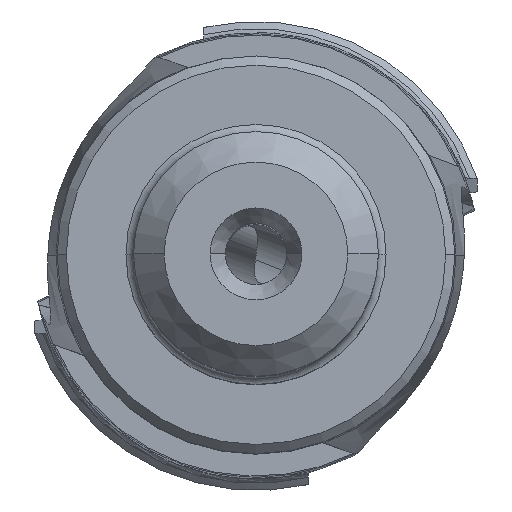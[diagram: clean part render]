
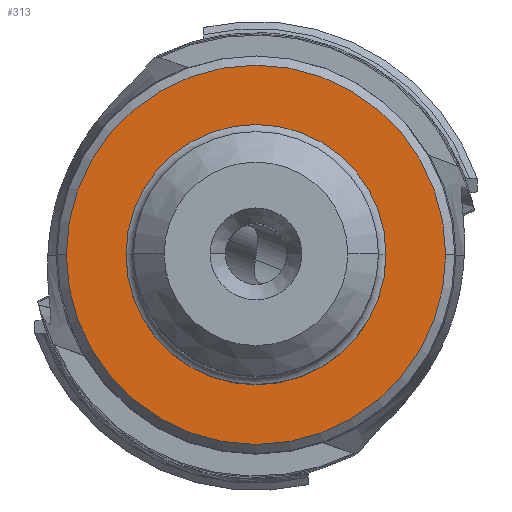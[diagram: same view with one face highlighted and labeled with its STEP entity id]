
A CAD part, top view. The second image highlights one B-rep face of the part: STEP entity #313.
In plain terms, the highlighted planar face has unit normal (0, 0, 1).
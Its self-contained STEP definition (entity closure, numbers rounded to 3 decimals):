
#73=FACE_BOUND('',#767,.T.);
#74=FACE_BOUND('',#768,.T.);
#313=ADVANCED_FACE('',(#73,#74),#456,.T.);
#456=PLANE('',#4102);
#767=EDGE_LOOP('',(#1948,#1949));
#768=EDGE_LOOP('',(#1950,#1951));
#1278=CIRCLE('',#4095,4.25);
#1280=CIRCLE('',#4098,4.25);
#1281=CIRCLE('',#4100,6.2);
#1282=CIRCLE('',#4101,6.2);
#1948=ORIENTED_EDGE('',*,*,#3265,.F.);
#1949=ORIENTED_EDGE('',*,*,#3266,.F.);
#1950=ORIENTED_EDGE('',*,*,#3264,.F.);
#1951=ORIENTED_EDGE('',*,*,#3262,.F.);
#2789=VERTEX_POINT('',#7928);
#2790=VERTEX_POINT('',#7930);
#2791=VERTEX_POINT('',#7936);
#2792=VERTEX_POINT('',#7937);
#3262=EDGE_CURVE('',#2789,#2790,#1278,.T.);
#3264=EDGE_CURVE('',#2790,#2789,#1280,.T.);
#3265=EDGE_CURVE('',#2791,#2792,#1281,.T.);
#3266=EDGE_CURVE('',#2792,#2791,#1282,.T.);
#4095=AXIS2_PLACEMENT_3D('',#7929,#4810,#4811);
#4098=AXIS2_PLACEMENT_3D('',#7933,#4816,#4817);
#4100=AXIS2_PLACEMENT_3D('',#7935,#4820,#4821);
#4101=AXIS2_PLACEMENT_3D('',#7938,#4822,#4823);
#4102=AXIS2_PLACEMENT_3D('',#7939,#4824,#4825);
#4810=DIRECTION('',(0.,0.,1.));
#4811=DIRECTION('',(-1.,0.,0.));
#4816=DIRECTION('',(0.,0.,1.));
#4817=DIRECTION('',(1.,0.,0.));
#4820=DIRECTION('',(0.,0.,-1.));
#4821=DIRECTION('',(1.,0.,0.));
#4822=DIRECTION('',(0.,0.,-1.));
#4823=DIRECTION('',(-1.,0.,0.));
#4824=DIRECTION('',(0.,0.,1.));
#4825=DIRECTION('',(1.,0.,0.));
#7928=CARTESIAN_POINT('',(-4.25,0.,0.));
#7929=CARTESIAN_POINT('',(0.,0.,0.));
#7930=CARTESIAN_POINT('',(4.25,0.,0.));
#7933=CARTESIAN_POINT('',(0.,0.,0.));
#7935=CARTESIAN_POINT('',(0.,0.,0.));
#7936=CARTESIAN_POINT('',(6.2,0.,0.));
#7937=CARTESIAN_POINT('',(-6.2,0.,0.));
#7938=CARTESIAN_POINT('',(0.,0.,0.));
#7939=CARTESIAN_POINT('',(0.,0.,0.));
